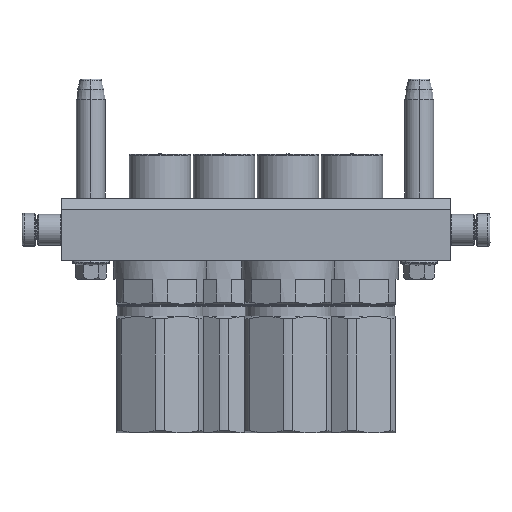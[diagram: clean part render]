
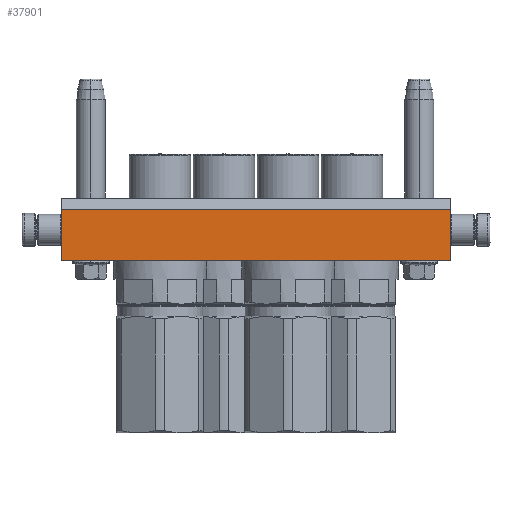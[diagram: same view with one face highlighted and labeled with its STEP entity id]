
A CAD part, left-side view. The second image highlights one B-rep face of the part: STEP entity #37901.
In plain terms, the highlighted face is planar.
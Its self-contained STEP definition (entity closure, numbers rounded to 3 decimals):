
#153 = CARTESIAN_POINT ( 'NONE',  ( -94., 15., -45. ) ) ;
#633 = FACE_OUTER_BOUND ( 'NONE', #32924, .T. ) ;
#973 = LINE ( 'NONE', #1947, #33443 ) ;
#1947 = CARTESIAN_POINT ( 'NONE',  ( 94., -10., -45. ) ) ;
#2663 = DIRECTION ( 'NONE',  ( 0., 1., 0. ) ) ;
#3307 = VECTOR ( 'NONE', #30947, 1000. ) ;
#4329 = EDGE_CURVE ( 'NONE', #39989, #17751, #34917, .T. ) ;
#5153 = DIRECTION ( 'NONE',  ( 1., 0., 0. ) ) ;
#5995 = EDGE_CURVE ( 'NONE', #41251, #31980, #22728, .T. ) ;
#6184 = ORIENTED_EDGE ( 'NONE', *, *, #5995, .F. ) ;
#7360 = CARTESIAN_POINT ( 'NONE',  ( -94., -10., -45. ) ) ;
#8435 = ORIENTED_EDGE ( 'NONE', *, *, #34210, .F. ) ;
#15328 = ORIENTED_EDGE ( 'NONE', *, *, #37651, .T. ) ;
#16452 = CARTESIAN_POINT ( 'NONE',  ( 94., -15., -45. ) ) ;
#16583 = DIRECTION ( 'NONE',  ( 0., 0., -1. ) ) ;
#17751 = VERTEX_POINT ( 'NONE', #25820 ) ;
#18933 = VECTOR ( 'NONE', #5153, 1000. ) ;
#22728 = LINE ( 'NONE', #30386, #3307 ) ;
#23690 = AXIS2_PLACEMENT_3D ( 'NONE', #16452, #16583, #26339 ) ;
#25820 = CARTESIAN_POINT ( 'NONE',  ( 94., -10., -45. ) ) ;
#26339 = DIRECTION ( 'NONE',  ( -1., 0., 0. ) ) ;
#30386 = CARTESIAN_POINT ( 'NONE',  ( 94., 15., -45. ) ) ;
#30947 = DIRECTION ( 'NONE',  ( -1., 0., 0. ) ) ;
#31980 = VERTEX_POINT ( 'NONE', #153 ) ;
#32356 = PLANE ( 'NONE',  #23690 ) ;
#32798 = ORIENTED_EDGE ( 'NONE', *, *, #4329, .F. ) ;
#32924 = EDGE_LOOP ( 'NONE', ( #15328, #6184, #8435, #32798 ) ) ;
#33138 = VECTOR ( 'NONE', #2663, 1000. ) ;
#33443 = VECTOR ( 'NONE', #39782, 1000. ) ;
#34049 = CARTESIAN_POINT ( 'NONE',  ( -94., -10., -45. ) ) ;
#34210 = EDGE_CURVE ( 'NONE', #17751, #41251, #973, .T. ) ;
#34917 = LINE ( 'NONE', #36961, #18933 ) ;
#36961 = CARTESIAN_POINT ( 'NONE',  ( -94., -10., -45. ) ) ;
#37651 = EDGE_CURVE ( 'NONE', #39989, #31980, #39632, .T. ) ;
#37901 = ADVANCED_FACE ( 'NONE', ( #633 ), #32356, .T. ) ;
#39061 = CARTESIAN_POINT ( 'NONE',  ( 94., 15., -45. ) ) ;
#39632 = LINE ( 'NONE', #34049, #33138 ) ;
#39782 = DIRECTION ( 'NONE',  ( 0., 1., 0. ) ) ;
#39989 = VERTEX_POINT ( 'NONE', #7360 ) ;
#41251 = VERTEX_POINT ( 'NONE', #39061 ) ;
